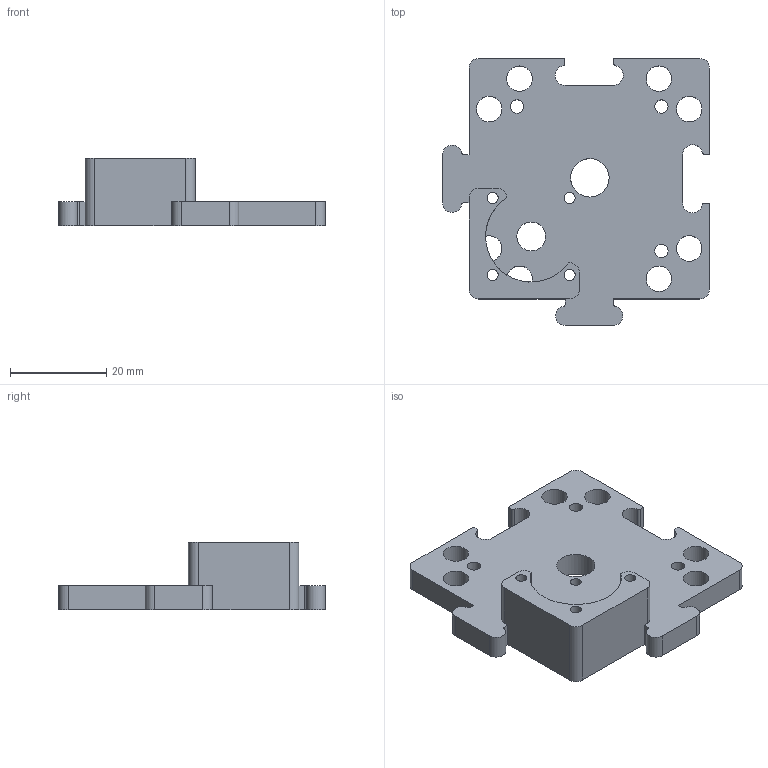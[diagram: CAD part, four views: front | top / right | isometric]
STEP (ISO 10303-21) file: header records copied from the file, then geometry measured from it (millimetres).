
FILE_DESCRIPTION(/* description */ (''),/* implementation_level */ '2;1');
FILE_NAME(/* name */ '20_Cube_Insert_Lightsheet_FEPTube_Rotating_motormoun_actobott_v0.ipt.step',/* time_stamp */ '2022-11-29T08:06:14+01:00',/* author */ ('diederichbenedict'),/* organization */ (''),/* preprocessor_version */ 'ST-DEVELOPER v18.1',/* originating_system */ 'Autodesk Inventor 2022',/* authorisation */ '');
FILE_SCHEMA (('AUTOMOTIVE_DESIGN { 1 0 10303 214 3 1 1 }'));
Length unit declared in the file: millimetre
Products named in the file (1): 20_Cube_Insert_Lightsheet_FEPTube_Rotating_motormoun_actobott_v0
Bounding box: 55.5 x 55.5 x 14 mm (x, y, z)
Volume: 12517 mm3; surface area: 8028.4 mm2
Topology: 1 solids, 1 shells, 78 faces, 221 edges, 146 vertices
Faces by surface type: cylinder 46, plane 32
Full cylindrical faces by diameter (mm): 2.3 x4, 2.8 x3, 5 x3, 5.3 x8, 6 x1, 8 x1
Entity records: 2723 total; most frequent: DIRECTION 485, CARTESIAN_POINT 457, ORIENTED_EDGE 442, EDGE_CURVE 221, AXIS2_PLACEMENT_3D 183, VERTEX_POINT 146, LINE 119, VECTOR 119
